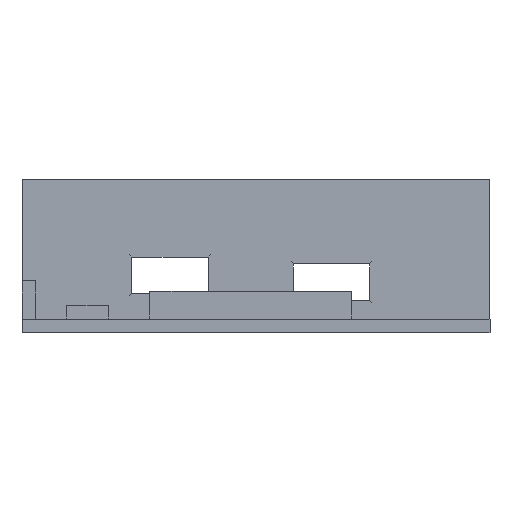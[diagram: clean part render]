
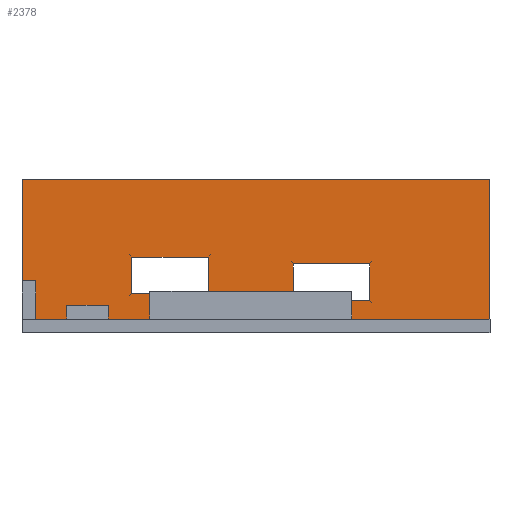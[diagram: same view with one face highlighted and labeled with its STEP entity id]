
A CAD part, front view. The second image highlights one B-rep face of the part: STEP entity #2378.
In plain terms, the highlighted planar face has unit normal (0, -1, 0).
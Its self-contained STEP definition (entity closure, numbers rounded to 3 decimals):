
#3 = CARTESIAN_POINT ( 'NONE',  ( 50.15, 0., 9.95 ) ) ;
#20 = CARTESIAN_POINT ( 'NONE',  ( 0., 0., 22.2 ) ) ;
#76 = ORIENTED_EDGE ( 'NONE', *, *, #2744, .F. ) ;
#104 = VERTEX_POINT ( 'NONE', #1653 ) ;
#188 = CARTESIAN_POINT ( 'NONE',  ( 0., 0., 5.7 ) ) ;
#191 = CARTESIAN_POINT ( 'NONE',  ( 15.85, 0., 22.2 ) ) ;
#223 = VECTOR ( 'NONE', #2915, 1000. ) ;
#242 = CARTESIAN_POINT ( 'NONE',  ( 0., 0., 22.2 ) ) ;
#272 = LINE ( 'NONE', #20, #223 ) ;
#280 = EDGE_CURVE ( 'NONE', #373, #2496, #1769, .T. ) ;
#331 = ORIENTED_EDGE ( 'NONE', *, *, #1570, .T. ) ;
#373 = VERTEX_POINT ( 'NONE', #892 ) ;
#377 = AXIS2_PLACEMENT_3D ( 'NONE', #1958, #939, #1659 ) ;
#457 = VECTOR ( 'NONE', #2485, 1000. ) ;
#459 = EDGE_CURVE ( 'NONE', #1625, #2270, #1190, .T. ) ;
#498 = ORIENTED_EDGE ( 'NONE', *, *, #2853, .T. ) ;
#509 = CARTESIAN_POINT ( 'NONE',  ( 26.85, 0., 10.95 ) ) ;
#553 = VERTEX_POINT ( 'NONE', #3 ) ;
#628 = EDGE_LOOP ( 'NONE', ( #2079, #76, #1886, #498 ) ) ;
#660 = DIRECTION ( 'NONE',  ( 0., 0., 1. ) ) ;
#703 = CARTESIAN_POINT ( 'NONE',  ( 0., 0., 2. ) ) ;
#715 = DIRECTION ( 'NONE',  ( 0., 0., -1. ) ) ;
#727 = ORIENTED_EDGE ( 'NONE', *, *, #1509, .T. ) ;
#800 = CARTESIAN_POINT ( 'NONE',  ( 26.85, 0., 22.2 ) ) ;
#821 = CARTESIAN_POINT ( 'NONE',  ( 39.15, 0., 9.95 ) ) ;
#825 = VECTOR ( 'NONE', #660, 1000. ) ;
#858 = VECTOR ( 'NONE', #2786, 1000. ) ;
#860 = EDGE_CURVE ( 'NONE', #553, #986, #1396, .T. ) ;
#892 = CARTESIAN_POINT ( 'NONE',  ( 15.85, 0., 10.95 ) ) ;
#900 = CARTESIAN_POINT ( 'NONE',  ( 50.15, 0., 22.2 ) ) ;
#939 = DIRECTION ( 'NONE',  ( 0., -1., 0. ) ) ;
#986 = VERTEX_POINT ( 'NONE', #2171 ) ;
#1132 = LINE ( 'NONE', #2765, #825 ) ;
#1137 = VECTOR ( 'NONE', #1983, 1000. ) ;
#1188 = FACE_OUTER_BOUND ( 'NONE', #628, .T. ) ;
#1190 = LINE ( 'NONE', #188, #3057 ) ;
#1193 = ORIENTED_EDGE ( 'NONE', *, *, #1642, .T. ) ;
#1225 = FACE_BOUND ( 'NONE', #1601, .T. ) ;
#1230 = CARTESIAN_POINT ( 'NONE',  ( 0., 0., 2. ) ) ;
#1231 = ORIENTED_EDGE ( 'NONE', *, *, #459, .T. ) ;
#1235 = CARTESIAN_POINT ( 'NONE',  ( 15.85, 0., 5.7 ) ) ;
#1310 = CARTESIAN_POINT ( 'NONE',  ( 0., 0., 9.95 ) ) ;
#1343 = ORIENTED_EDGE ( 'NONE', *, *, #2809, .T. ) ;
#1396 = LINE ( 'NONE', #900, #1804 ) ;
#1452 = LINE ( 'NONE', #2854, #2504 ) ;
#1455 = CARTESIAN_POINT ( 'NONE',  ( 39.15, 0., 4.7 ) ) ;
#1460 = PLANE ( 'NONE',  #377 ) ;
#1478 = FACE_BOUND ( 'NONE', #1734, .T. ) ;
#1484 = VERTEX_POINT ( 'NONE', #1230 ) ;
#1486 = VERTEX_POINT ( 'NONE', #242 ) ;
#1509 = EDGE_CURVE ( 'NONE', #2496, #1625, #1947, .T. ) ;
#1570 = EDGE_CURVE ( 'NONE', #986, #1851, #2929, .T. ) ;
#1601 = EDGE_LOOP ( 'NONE', ( #1193, #2185, #1860, #331 ) ) ;
#1625 = VERTEX_POINT ( 'NONE', #1777 ) ;
#1627 = VERTEX_POINT ( 'NONE', #821 ) ;
#1641 = DIRECTION ( 'NONE',  ( -1., 0., 0. ) ) ;
#1642 = EDGE_CURVE ( 'NONE', #1851, #1627, #1132, .T. ) ;
#1653 = CARTESIAN_POINT ( 'NONE',  ( 67.5, 0., 22.2 ) ) ;
#1659 = DIRECTION ( 'NONE',  ( 0., 0., -1. ) ) ;
#1679 = ORIENTED_EDGE ( 'NONE', *, *, #280, .T. ) ;
#1706 = DIRECTION ( 'NONE',  ( -1., 0., 0. ) ) ;
#1727 = VECTOR ( 'NONE', #2478, 1000. ) ;
#1734 = EDGE_LOOP ( 'NONE', ( #1231, #1343, #1679, #727 ) ) ;
#1769 = LINE ( 'NONE', #1906, #1853 ) ;
#1770 = EDGE_CURVE ( 'NONE', #2996, #1484, #1878, .T. ) ;
#1777 = CARTESIAN_POINT ( 'NONE',  ( 26.85, 0., 5.7 ) ) ;
#1804 = VECTOR ( 'NONE', #1862, 1000. ) ;
#1851 = VERTEX_POINT ( 'NONE', #1455 ) ;
#1853 = VECTOR ( 'NONE', #2858, 1000. ) ;
#1860 = ORIENTED_EDGE ( 'NONE', *, *, #860, .T. ) ;
#1862 = DIRECTION ( 'NONE',  ( 0., 0., -1. ) ) ;
#1868 = EDGE_CURVE ( 'NONE', #1627, #553, #2223, .T. ) ;
#1878 = LINE ( 'NONE', #703, #2672 ) ;
#1886 = ORIENTED_EDGE ( 'NONE', *, *, #2335, .T. ) ;
#1887 = CARTESIAN_POINT ( 'NONE',  ( 67.5, 0., 22.2 ) ) ;
#1906 = CARTESIAN_POINT ( 'NONE',  ( 0., 0., 10.95 ) ) ;
#1947 = LINE ( 'NONE', #800, #1137 ) ;
#1958 = CARTESIAN_POINT ( 'NONE',  ( 0., 0., 22.2 ) ) ;
#1983 = DIRECTION ( 'NONE',  ( 0., 0., -1. ) ) ;
#2023 = CARTESIAN_POINT ( 'NONE',  ( 67.5, 0., 2. ) ) ;
#2079 = ORIENTED_EDGE ( 'NONE', *, *, #1770, .F. ) ;
#2171 = CARTESIAN_POINT ( 'NONE',  ( 50.15, 0., 4.7 ) ) ;
#2185 = ORIENTED_EDGE ( 'NONE', *, *, #1868, .T. ) ;
#2223 = LINE ( 'NONE', #1310, #457 ) ;
#2270 = VERTEX_POINT ( 'NONE', #1235 ) ;
#2322 = DIRECTION ( 'NONE',  ( 0., 0., -1. ) ) ;
#2335 = EDGE_CURVE ( 'NONE', #104, #1486, #272, .T. ) ;
#2378 = ADVANCED_FACE ( 'NONE', ( #1478, #1225, #1188 ), #1460, .T. ) ;
#2468 = VECTOR ( 'NONE', #2322, 1000. ) ;
#2478 = DIRECTION ( 'NONE',  ( -1., 0., 0. ) ) ;
#2485 = DIRECTION ( 'NONE',  ( 1., 0., 0. ) ) ;
#2496 = VERTEX_POINT ( 'NONE', #509 ) ;
#2504 = VECTOR ( 'NONE', #715, 1000. ) ;
#2672 = VECTOR ( 'NONE', #1706, 1000. ) ;
#2730 = CARTESIAN_POINT ( 'NONE',  ( 0., 0., 4.7 ) ) ;
#2744 = EDGE_CURVE ( 'NONE', #104, #2996, #3035, .T. ) ;
#2765 = CARTESIAN_POINT ( 'NONE',  ( 39.15, 0., 22.2 ) ) ;
#2774 = LINE ( 'NONE', #191, #858 ) ;
#2786 = DIRECTION ( 'NONE',  ( 0., 0., 1. ) ) ;
#2809 = EDGE_CURVE ( 'NONE', #2270, #373, #2774, .T. ) ;
#2853 = EDGE_CURVE ( 'NONE', #1486, #1484, #1452, .T. ) ;
#2854 = CARTESIAN_POINT ( 'NONE',  ( 0., 0., 22.2 ) ) ;
#2858 = DIRECTION ( 'NONE',  ( 1., 0., 0. ) ) ;
#2915 = DIRECTION ( 'NONE',  ( -1., 0., 0. ) ) ;
#2929 = LINE ( 'NONE', #2730, #1727 ) ;
#2996 = VERTEX_POINT ( 'NONE', #2023 ) ;
#3035 = LINE ( 'NONE', #1887, #2468 ) ;
#3057 = VECTOR ( 'NONE', #1641, 1000. ) ;
